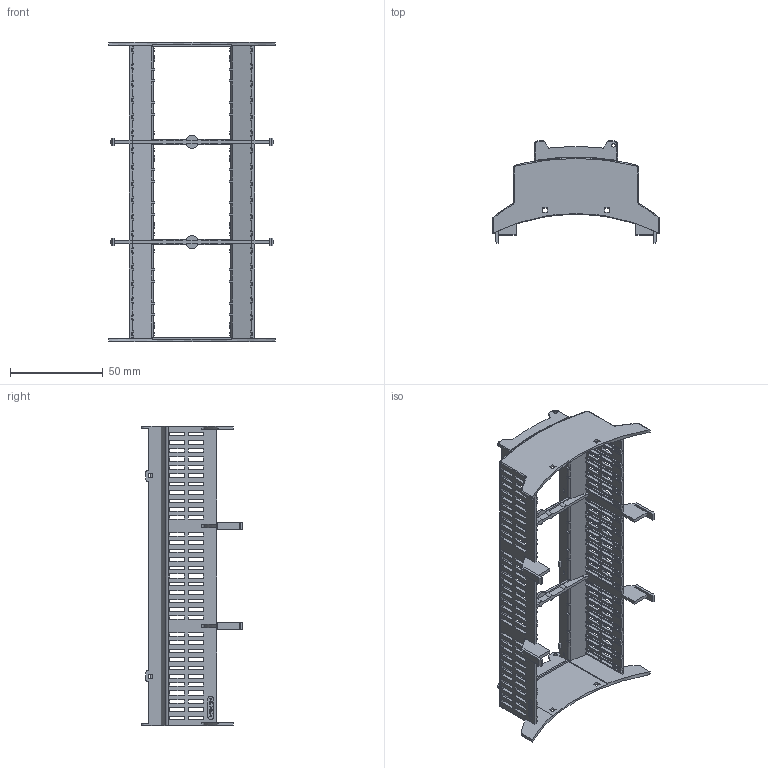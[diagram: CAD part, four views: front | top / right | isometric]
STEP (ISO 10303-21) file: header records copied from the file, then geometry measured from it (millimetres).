
FILE_DESCRIPTION(/* description */ (''),/* implementation_level */ '2;1');
FILE_NAME(/* name */ 'Phoenix Gehuse BC 161,6 OT.step',/* time_stamp */ '2024-06-17T09:30:06+02:00',/* author */ (''),/* organization */ (''),/* preprocessor_version */ 'ST-DEVELOPER v20',/* originating_system */ 'Autodesk Translation Framework v13.14.0.145',/* authorisation */ '');
FILE_SCHEMA (('AUTOMOTIVE_DESIGN { 1 0 10303 214 3 1 1 }'));
Products named in the file (1): Phoenix Gehäuse  BC 161,6 OT U11 KMGY  + BC 161,6 UT HBUS BK
Bounding box: 89.7 x 54.85 x 161.6 mm (x, y, z)
Volume: 29111.7 mm3; surface area: 47187.7 mm2
Topology: 1 solids, 1 shells, 2308 faces, 6926 edges, 4596 vertices
Faces by surface type: plane 2168, cylinder 118, torus 18, sphere 4
Entity records: 77428 total; most frequent: CARTESIAN_POINT 14292, ORIENTED_EDGE 13844, DIRECTION 11804, EDGE_CURVE 6922, LINE 6634, VECTOR 6634, VERTEX_POINT 4596, AXIS2_PLACEMENT_3D 2585
